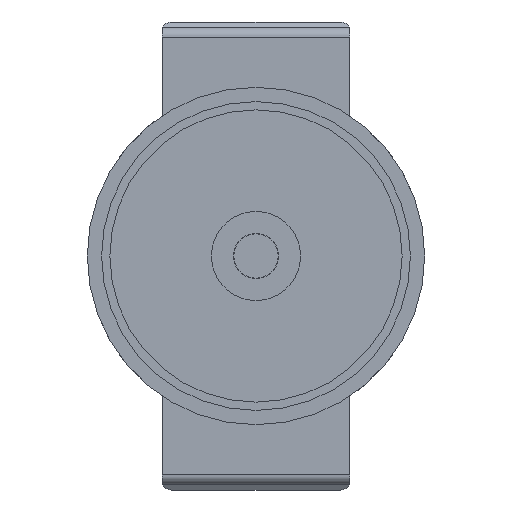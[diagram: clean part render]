
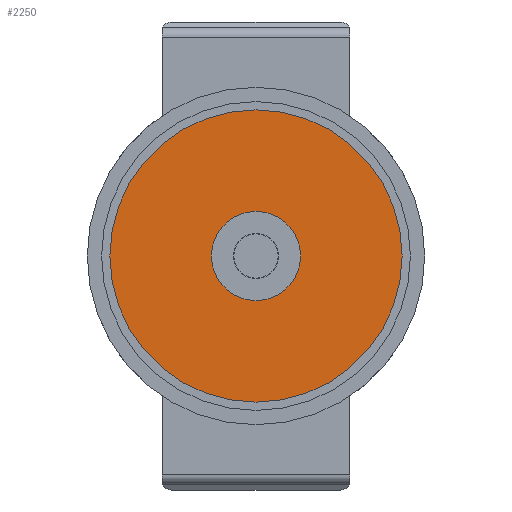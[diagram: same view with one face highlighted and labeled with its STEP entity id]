
A CAD part, front view. The second image highlights one B-rep face of the part: STEP entity #2250.
In plain terms, the highlighted planar face has unit normal (0, -1, 0).
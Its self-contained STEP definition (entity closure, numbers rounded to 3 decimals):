
#709=CARTESIAN_POINT('',(0.,0.,0.));
#710=DIRECTION('',(0.,-1.,0.));
#711=DIRECTION('',(1.,0.,0.));
#712=AXIS2_PLACEMENT_3D('',#709,#710,#711);
#714=CARTESIAN_POINT('',(0.,0.,0.));
#715=DIRECTION('',(0.,-1.,0.));
#716=DIRECTION('',(-1.,0.,0.));
#717=AXIS2_PLACEMENT_3D('',#714,#715,#716);
#719=CARTESIAN_POINT('',(0.,0.,0.));
#720=DIRECTION('',(0.,1.,0.));
#721=DIRECTION('',(1.,0.,0.));
#722=AXIS2_PLACEMENT_3D('',#719,#720,#721);
#724=CARTESIAN_POINT('',(0.,0.,0.));
#725=DIRECTION('',(0.,1.,0.));
#726=DIRECTION('',(-1.,0.,0.));
#727=AXIS2_PLACEMENT_3D('',#724,#725,#726);
#911=CARTESIAN_POINT('',(4.763,0.,0.));
#912=CARTESIAN_POINT('',(-4.763,0.,0.));
#913=VERTEX_POINT('',#911);
#914=VERTEX_POINT('',#912);
#915=CARTESIAN_POINT('',(15.621,0.,0.));
#916=CARTESIAN_POINT('',(-15.621,0.,0.));
#917=VERTEX_POINT('',#915);
#918=VERTEX_POINT('',#916);
#2235=CARTESIAN_POINT('',(0.,0.,0.));
#2236=DIRECTION('',(0.,1.,0.));
#2237=DIRECTION('',(1.,0.,0.));
#2238=AXIS2_PLACEMENT_3D('',#2235,#2236,#2237);
#2239=PLANE('',#2238);
#2240=ORIENTED_EDGE('',*,*,#2215,.F.);
#2241=ORIENTED_EDGE('',*,*,#2229,.F.);
#2242=EDGE_LOOP('',(#2240,#2241));
#2243=FACE_OUTER_BOUND('',#2242,.F.);
#2245=ORIENTED_EDGE('',*,*,#2244,.F.);
#2247=ORIENTED_EDGE('',*,*,#2246,.F.);
#2248=EDGE_LOOP('',(#2245,#2247));
#2249=FACE_BOUND('',#2248,.F.);
#2250=ADVANCED_FACE('',(#2243,#2249),#2239,.F.);
#713=CIRCLE('',#712,15.621);
#718=CIRCLE('',#717,15.621);
#723=CIRCLE('',#722,4.763);
#728=CIRCLE('',#727,4.763);
#2215=EDGE_CURVE('',#917,#918,#713,.T.);
#2229=EDGE_CURVE('',#918,#917,#718,.T.);
#2244=EDGE_CURVE('',#913,#914,#723,.T.);
#2246=EDGE_CURVE('',#914,#913,#728,.T.);
